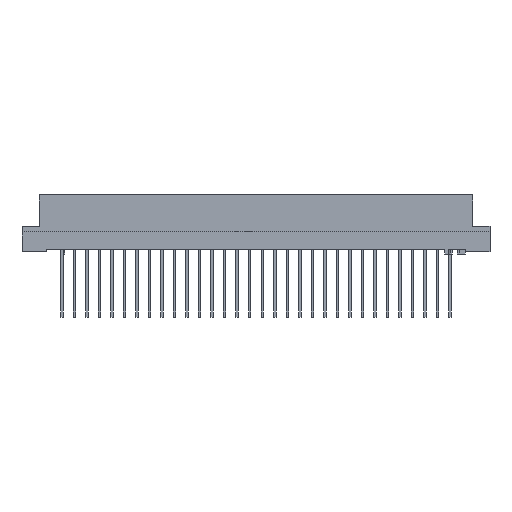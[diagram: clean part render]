
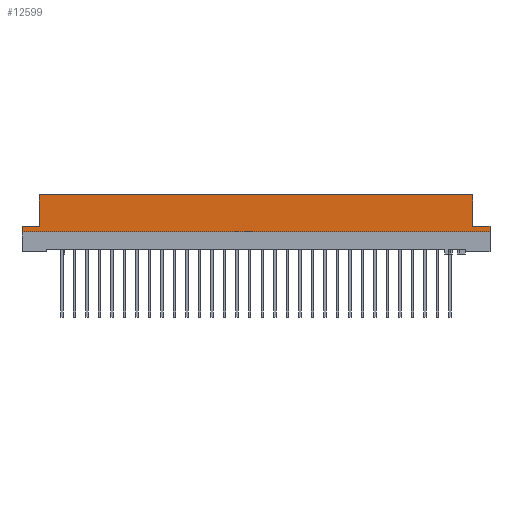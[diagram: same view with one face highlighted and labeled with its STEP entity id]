
A CAD part, front view. The second image highlights one B-rep face of the part: STEP entity #12599.
In plain terms, the highlighted planar face has unit normal (0, -1, 0).
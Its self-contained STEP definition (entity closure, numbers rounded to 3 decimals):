
#446 = EDGE_CURVE ( 'NONE', #24886, #21442, #4131, .T. ) ;
#672 = LINE ( 'NONE', #12921, #36609 ) ;
#1280 = CARTESIAN_POINT ( 'NONE',  ( 95., 0., 4. ) ) ;
#1398 = EDGE_CURVE ( 'NONE', #17888, #30802, #35945, .T. ) ;
#2145 = VERTEX_POINT ( 'NONE', #24939 ) ;
#2257 = CARTESIAN_POINT ( 'NONE',  ( 91.5, 0., 5.1 ) ) ;
#3295 = ORIENTED_EDGE ( 'NONE', *, *, #20288, .T. ) ;
#4131 = LINE ( 'NONE', #15178, #19712 ) ;
#4293 = ORIENTED_EDGE ( 'NONE', *, *, #11925, .F. ) ;
#4858 = CARTESIAN_POINT ( 'NONE',  ( 3.5, 0., 11.5 ) ) ;
#5229 = PLANE ( 'NONE',  #35907 ) ;
#6165 = ORIENTED_EDGE ( 'NONE', *, *, #7849, .F. ) ;
#6426 = DIRECTION ( 'NONE',  ( -1., 0., 0. ) ) ;
#7657 = VECTOR ( 'NONE', #6426, 1000. ) ;
#7849 = EDGE_CURVE ( 'NONE', #17888, #2145, #36208, .T. ) ;
#9089 = VECTOR ( 'NONE', #26403, 1000. ) ;
#10172 = EDGE_CURVE ( 'NONE', #2145, #24395, #14571, .T. ) ;
#10594 = DIRECTION ( 'NONE',  ( 0., 1., 0. ) ) ;
#10713 = DIRECTION ( 'NONE',  ( 0., 0., 1. ) ) ;
#11925 = EDGE_CURVE ( 'NONE', #27169, #30802, #23746, .T. ) ;
#12599 = ADVANCED_FACE ( 'NONE', ( #21437 ), #5229, .F. ) ;
#12622 = CARTESIAN_POINT ( 'NONE',  ( 0., 0., 11.5 ) ) ;
#12921 = CARTESIAN_POINT ( 'NONE',  ( 3.5, 0., 5.1 ) ) ;
#12965 = CARTESIAN_POINT ( 'NONE',  ( 0., 0., 4. ) ) ;
#13452 = VERTEX_POINT ( 'NONE', #12965 ) ;
#14331 = LINE ( 'NONE', #17969, #7657 ) ;
#14571 = LINE ( 'NONE', #16417, #34515 ) ;
#15178 = CARTESIAN_POINT ( 'NONE',  ( 3.5, 0., 5.1 ) ) ;
#15755 = DIRECTION ( 'NONE',  ( 0., 0., 1. ) ) ;
#16298 = CARTESIAN_POINT ( 'NONE',  ( 0., 0., 11.5 ) ) ;
#16417 = CARTESIAN_POINT ( 'NONE',  ( 95., 0., 11.5 ) ) ;
#17888 = VERTEX_POINT ( 'NONE', #21006 ) ;
#17969 = CARTESIAN_POINT ( 'NONE',  ( 95., 0., 4. ) ) ;
#18013 = DIRECTION ( 'NONE',  ( 1., 0., 0. ) ) ;
#18412 = ORIENTED_EDGE ( 'NONE', *, *, #34734, .F. ) ;
#19657 = CARTESIAN_POINT ( 'NONE',  ( 3.5, 0., 5.1 ) ) ;
#19712 = VECTOR ( 'NONE', #18013, 1000. ) ;
#20000 = CARTESIAN_POINT ( 'NONE',  ( 91.5, 0., 11.5 ) ) ;
#20288 = EDGE_CURVE ( 'NONE', #24886, #13452, #34131, .T. ) ;
#21006 = CARTESIAN_POINT ( 'NONE',  ( 91.5, 0., 5.1 ) ) ;
#21437 = FACE_OUTER_BOUND ( 'NONE', #35246, .T. ) ;
#21442 = VERTEX_POINT ( 'NONE', #19657 ) ;
#22265 = DIRECTION ( 'NONE',  ( 1., 0., 0. ) ) ;
#22611 = ORIENTED_EDGE ( 'NONE', *, *, #10172, .F. ) ;
#22653 = ORIENTED_EDGE ( 'NONE', *, *, #446, .F. ) ;
#23509 = ORIENTED_EDGE ( 'NONE', *, *, #31204, .F. ) ;
#23746 = LINE ( 'NONE', #12622, #9089 ) ;
#24395 = VERTEX_POINT ( 'NONE', #1280 ) ;
#24886 = VERTEX_POINT ( 'NONE', #34730 ) ;
#24939 = CARTESIAN_POINT ( 'NONE',  ( 95., 0., 5.1 ) ) ;
#24967 = DIRECTION ( 'NONE',  ( 0., 0., -1. ) ) ;
#25328 = CARTESIAN_POINT ( 'NONE',  ( 0., 0., 11.5 ) ) ;
#26403 = DIRECTION ( 'NONE',  ( 1., 0., 0. ) ) ;
#27020 = VECTOR ( 'NONE', #31431, 1000. ) ;
#27169 = VERTEX_POINT ( 'NONE', #4858 ) ;
#28459 = VECTOR ( 'NONE', #32462, 1000. ) ;
#29064 = ORIENTED_EDGE ( 'NONE', *, *, #1398, .T. ) ;
#29623 = CARTESIAN_POINT ( 'NONE',  ( 91.5, 0., 5.1 ) ) ;
#30802 = VERTEX_POINT ( 'NONE', #20000 ) ;
#31204 = EDGE_CURVE ( 'NONE', #21442, #27169, #672, .T. ) ;
#31431 = DIRECTION ( 'NONE',  ( 0., 0., -1. ) ) ;
#32275 = VECTOR ( 'NONE', #22265, 1000. ) ;
#32462 = DIRECTION ( 'NONE',  ( 0., 0., 1. ) ) ;
#34131 = LINE ( 'NONE', #25328, #27020 ) ;
#34515 = VECTOR ( 'NONE', #24967, 1000. ) ;
#34730 = CARTESIAN_POINT ( 'NONE',  ( 0., 0., 5.1 ) ) ;
#34734 = EDGE_CURVE ( 'NONE', #24395, #13452, #14331, .T. ) ;
#35246 = EDGE_LOOP ( 'NONE', ( #3295, #18412, #22611, #6165, #29064, #4293, #23509, #22653 ) ) ;
#35907 = AXIS2_PLACEMENT_3D ( 'NONE', #16298, #10594, #10713 ) ;
#35945 = LINE ( 'NONE', #29623, #28459 ) ;
#36208 = LINE ( 'NONE', #2257, #32275 ) ;
#36609 = VECTOR ( 'NONE', #15755, 1000. ) ;
